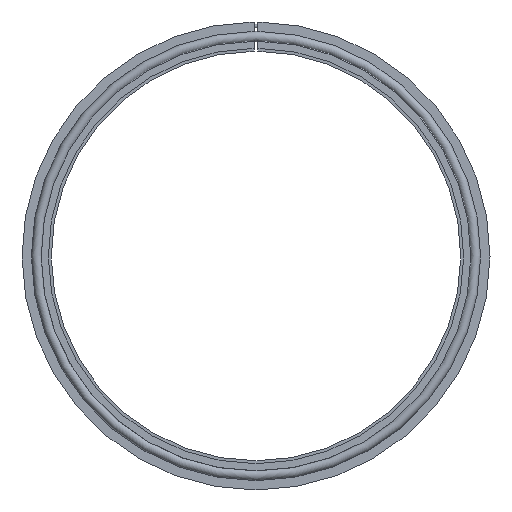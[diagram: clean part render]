
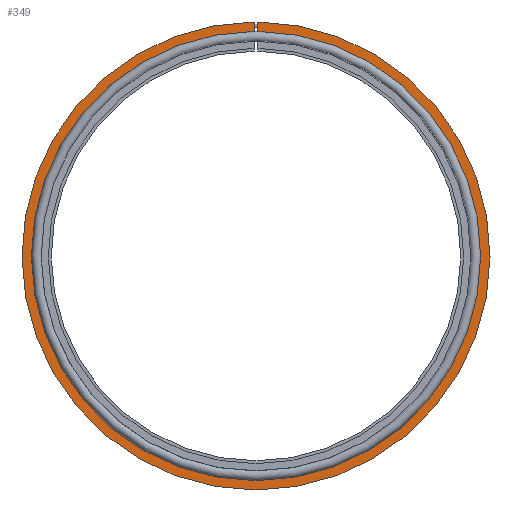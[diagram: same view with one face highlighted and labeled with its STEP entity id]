
A CAD part, left-side view. The second image highlights one B-rep face of the part: STEP entity #349.
In plain terms, the highlighted planar face has unit normal (-1, 0, 0).
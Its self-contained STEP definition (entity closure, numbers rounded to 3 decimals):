
#20 = AXIS2_PLACEMENT_3D ( 'NONE', #247, #324, #625 ) ;
#65 = CARTESIAN_POINT ( 'NONE',  ( -5.95, -1., 119.996 ) ) ;
#75 = CARTESIAN_POINT ( 'NONE',  ( -5.95, 120., 0. ) ) ;
#103 = LINE ( 'NONE', #909, #999 ) ;
#136 = AXIS2_PLACEMENT_3D ( 'NONE', #75, #747, #455 ) ;
#148 = ORIENTED_EDGE ( 'NONE', *, *, #794, .F. ) ;
#215 = CARTESIAN_POINT ( 'NONE',  ( -5.95, -1., 115.19 ) ) ;
#222 = EDGE_LOOP ( 'NONE', ( #148, #842, #611, #715 ) ) ;
#228 = PLANE ( 'NONE',  #136 ) ;
#229 = CARTESIAN_POINT ( 'NONE',  ( -5.95, 1., 119.996 ) ) ;
#247 = CARTESIAN_POINT ( 'NONE',  ( -5.95, 0., 0. ) ) ;
#250 = EDGE_CURVE ( 'NONE', #761, #760, #785, .T. ) ;
#256 = AXIS2_PLACEMENT_3D ( 'NONE', #631, #427, #257 ) ;
#257 = DIRECTION ( 'NONE',  ( 0., 0., -1. ) ) ;
#324 = DIRECTION ( 'NONE',  ( 1., 0., 0. ) ) ;
#349 = ADVANCED_FACE ( 'NONE', ( #373 ), #228, .T. ) ;
#373 = FACE_OUTER_BOUND ( 'NONE', #222, .T. ) ;
#398 = CIRCLE ( 'NONE', #20, 115.194 ) ;
#427 = DIRECTION ( 'NONE',  ( 1., 0., 0. ) ) ;
#455 = DIRECTION ( 'NONE',  ( 0., 0., 1. ) ) ;
#468 = EDGE_CURVE ( 'NONE', #761, #936, #398, .T. ) ;
#514 = CARTESIAN_POINT ( 'NONE',  ( -5.95, -1., 0. ) ) ;
#518 = EDGE_CURVE ( 'NONE', #760, #926, #635, .T. ) ;
#547 = CARTESIAN_POINT ( 'NONE',  ( -5.95, 1., 115.19 ) ) ;
#611 = ORIENTED_EDGE ( 'NONE', *, *, #250, .F. ) ;
#625 = DIRECTION ( 'NONE',  ( 0., 0., -1. ) ) ;
#631 = CARTESIAN_POINT ( 'NONE',  ( -5.95, 0., 0. ) ) ;
#635 = CIRCLE ( 'NONE', #256, 120. ) ;
#669 = VECTOR ( 'NONE', #726, 1000. ) ;
#715 = ORIENTED_EDGE ( 'NONE', *, *, #468, .T. ) ;
#726 = DIRECTION ( 'NONE',  ( 0., 0., 1. ) ) ;
#747 = DIRECTION ( 'NONE',  ( -1., 0., 0. ) ) ;
#760 = VERTEX_POINT ( 'NONE', #65 ) ;
#761 = VERTEX_POINT ( 'NONE', #215 ) ;
#785 = LINE ( 'NONE', #514, #669 ) ;
#794 = EDGE_CURVE ( 'NONE', #926, #936, #103, .T. ) ;
#842 = ORIENTED_EDGE ( 'NONE', *, *, #518, .F. ) ;
#907 = DIRECTION ( 'NONE',  ( 0., 0., -1. ) ) ;
#909 = CARTESIAN_POINT ( 'NONE',  ( -5.95, 1., 0. ) ) ;
#926 = VERTEX_POINT ( 'NONE', #229 ) ;
#936 = VERTEX_POINT ( 'NONE', #547 ) ;
#999 = VECTOR ( 'NONE', #907, 1000. ) ;
